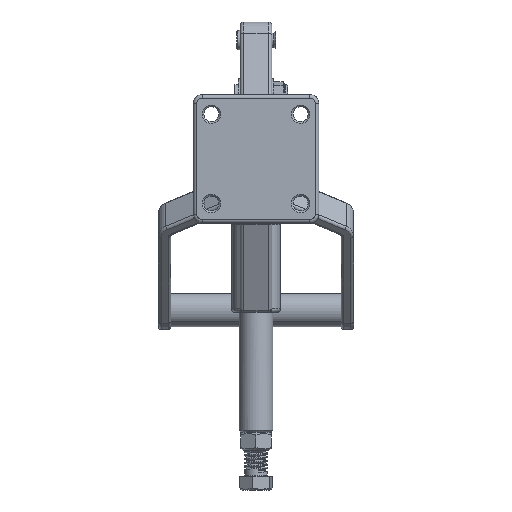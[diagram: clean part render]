
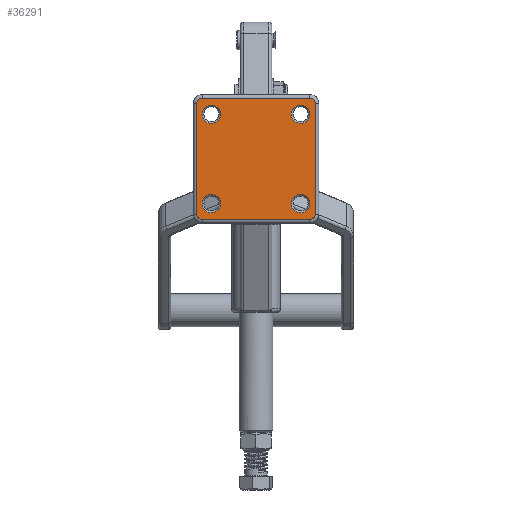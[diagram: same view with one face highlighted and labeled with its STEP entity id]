
A CAD part, front view. The second image highlights one B-rep face of the part: STEP entity #36291.
In plain terms, the highlighted planar face has unit normal (0, -1, 0).
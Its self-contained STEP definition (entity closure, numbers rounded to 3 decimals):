
#530 = FACE_BOUND ( 'NONE', #44392, .T. ) ;
#713 = DIRECTION ( 'NONE',  ( 0., 1., 0. ) ) ;
#916 = DIRECTION ( 'NONE',  ( 0., 0., 1. ) ) ;
#1643 = CARTESIAN_POINT ( 'NONE',  ( -35.7, 0., 71.2 ) ) ;
#2339 = EDGE_CURVE ( 'NONE', #17175, #37263, #24952, .T. ) ;
#2345 = FACE_BOUND ( 'NONE', #68897, .T. ) ;
#2906 = EDGE_CURVE ( 'NONE', #37263, #24774, #16676, .T. ) ;
#3543 = EDGE_CURVE ( 'NONE', #5288, #52002, #30241, .T. ) ;
#3991 = ORIENTED_EDGE ( 'NONE', *, *, #4744, .T. ) ;
#4087 = CARTESIAN_POINT ( 'NONE',  ( -30.7, 0., 5. ) ) ;
#4670 = CARTESIAN_POINT ( 'NONE',  ( -25.4, 0., 67.25 ) ) ;
#4744 = EDGE_CURVE ( 'NONE', #26975, #18098, #50997, .T. ) ;
#4881 = CIRCLE ( 'NONE', #52925, 5.25 ) ;
#5288 = VERTEX_POINT ( 'NONE', #8695 ) ;
#5366 = CARTESIAN_POINT ( 'NONE',  ( -25.4, 0., 5.95 ) ) ;
#5530 = ORIENTED_EDGE ( 'NONE', *, *, #55674, .T. ) ;
#6825 = CARTESIAN_POINT ( 'NONE',  ( 25.4, 0., 11.2 ) ) ;
#7025 = AXIS2_PLACEMENT_3D ( 'NONE', #6825, #47456, #12634 ) ;
#7902 = ORIENTED_EDGE ( 'NONE', *, *, #58006, .T. ) ;
#8695 = CARTESIAN_POINT ( 'NONE',  ( -25.4, 0., 16.45 ) ) ;
#8876 = CIRCLE ( 'NONE', #47865, 3. ) ;
#9189 = LINE ( 'NONE', #61195, #53747 ) ;
#9927 = DIRECTION ( 'NONE',  ( 0., 0., 1. ) ) ;
#9946 = DIRECTION ( 'NONE',  ( 0., 1., 0. ) ) ;
#10513 = DIRECTION ( 'NONE',  ( 0., 0., -1. ) ) ;
#10872 = CIRCLE ( 'NONE', #70185, 5.25 ) ;
#11137 = CARTESIAN_POINT ( 'NONE',  ( -25.4, 0., 62. ) ) ;
#11691 = CIRCLE ( 'NONE', #13687, 5.25 ) ;
#11855 = LINE ( 'NONE', #44826, #56430 ) ;
#12255 = DIRECTION ( 'NONE',  ( 0., 1., 0. ) ) ;
#12634 = DIRECTION ( 'NONE',  ( 0., 0., 1. ) ) ;
#13687 = AXIS2_PLACEMENT_3D ( 'NONE', #53676, #18869, #59536 ) ;
#15939 = FACE_BOUND ( 'NONE', #30294, .T. ) ;
#16676 = CIRCLE ( 'NONE', #44414, 3. ) ;
#16715 = DIRECTION ( 'NONE',  ( 0., -1., 0. ) ) ;
#16948 = DIRECTION ( 'NONE',  ( 0., 0., 1. ) ) ;
#17091 = ORIENTED_EDGE ( 'NONE', *, *, #2906, .T. ) ;
#17175 = VERTEX_POINT ( 'NONE', #72707 ) ;
#17185 = DIRECTION ( 'NONE',  ( 0., 1., 0. ) ) ;
#18098 = VERTEX_POINT ( 'NONE', #23323 ) ;
#18869 = DIRECTION ( 'NONE',  ( 0., 1., 0. ) ) ;
#20390 = EDGE_CURVE ( 'NONE', #67125, #32685, #10872, .T. ) ;
#20833 = AXIS2_PLACEMENT_3D ( 'NONE', #51517, #16715, #57422 ) ;
#21335 = EDGE_CURVE ( 'NONE', #18098, #26975, #11691, .T. ) ;
#23323 = CARTESIAN_POINT ( 'NONE',  ( 25.4, 0., 16.45 ) ) ;
#23380 = CARTESIAN_POINT ( 'NONE',  ( 25.4, 0., 62. ) ) ;
#23937 = VERTEX_POINT ( 'NONE', #41967 ) ;
#24565 = CIRCLE ( 'NONE', #61863, 5.25 ) ;
#24774 = VERTEX_POINT ( 'NONE', #40016 ) ;
#24952 = LINE ( 'NONE', #39439, #73138 ) ;
#25436 = CARTESIAN_POINT ( 'NONE',  ( 25.4, 0., 5.95 ) ) ;
#25598 = DIRECTION ( 'NONE',  ( 0., -1., 0. ) ) ;
#26355 = DIRECTION ( 'NONE',  ( 1., 0., 0. ) ) ;
#26795 = AXIS2_PLACEMENT_3D ( 'NONE', #27159, #67820, #32980 ) ;
#26828 = CARTESIAN_POINT ( 'NONE',  ( 25.4, 0., 56.75 ) ) ;
#26975 = VERTEX_POINT ( 'NONE', #25436 ) ;
#27159 = CARTESIAN_POINT ( 'NONE',  ( 25.4, 0., 62. ) ) ;
#28244 = AXIS2_PLACEMENT_3D ( 'NONE', #60416, #25598, #66252 ) ;
#29161 = EDGE_CURVE ( 'NONE', #64655, #17175, #66418, .T. ) ;
#29179 = DIRECTION ( 'NONE',  ( 0., 0., 1. ) ) ;
#30241 = CIRCLE ( 'NONE', #72713, 5.25 ) ;
#30294 = EDGE_LOOP ( 'NONE', ( #37031, #62162 ) ) ;
#30355 = VERTEX_POINT ( 'NONE', #66881 ) ;
#31360 = EDGE_CURVE ( 'NONE', #30355, #59402, #11855, .T. ) ;
#31419 = FACE_OUTER_BOUND ( 'NONE', #69921, .T. ) ;
#32685 = VERTEX_POINT ( 'NONE', #38784 ) ;
#32725 = CARTESIAN_POINT ( 'NONE',  ( 30.7, 0., 71.2 ) ) ;
#32980 = DIRECTION ( 'NONE',  ( 0., 0., 1. ) ) ;
#33353 = DIRECTION ( 'NONE',  ( 0., 0., 1. ) ) ;
#34707 = EDGE_CURVE ( 'NONE', #59402, #36079, #8876, .T. ) ;
#34773 = ORIENTED_EDGE ( 'NONE', *, *, #31360, .T. ) ;
#35479 = PLANE ( 'NONE',  #64097 ) ;
#35695 = DIRECTION ( 'NONE',  ( 0., -1., 0. ) ) ;
#36079 = VERTEX_POINT ( 'NONE', #32725 ) ;
#36291 = ADVANCED_FACE ( 'NONE', ( #15939, #46861, #2345, #530, #31419 ), #35479, .F. ) ;
#37031 = ORIENTED_EDGE ( 'NONE', *, *, #20390, .T. ) ;
#37263 = VERTEX_POINT ( 'NONE', #56745 ) ;
#37826 = ORIENTED_EDGE ( 'NONE', *, *, #3543, .T. ) ;
#37942 = EDGE_CURVE ( 'NONE', #52002, #5288, #4881, .T. ) ;
#38585 = LINE ( 'NONE', #1643, #65930 ) ;
#38784 = CARTESIAN_POINT ( 'NONE',  ( 25.4, 0., 67.25 ) ) ;
#38907 = ORIENTED_EDGE ( 'NONE', *, *, #21335, .T. ) ;
#39192 = ORIENTED_EDGE ( 'NONE', *, *, #44587, .T. ) ;
#39439 = CARTESIAN_POINT ( 'NONE',  ( -33.7, 0., 73.2 ) ) ;
#40016 = CARTESIAN_POINT ( 'NONE',  ( -30.7, 0., 2. ) ) ;
#41341 = DIRECTION ( 'NONE',  ( 0., 0., 1. ) ) ;
#41967 = CARTESIAN_POINT ( 'NONE',  ( 30.7, 0., 2. ) ) ;
#42010 = ORIENTED_EDGE ( 'NONE', *, *, #37942, .T. ) ;
#42280 = DIRECTION ( 'NONE',  ( -1., 0., 0. ) ) ;
#44062 = EDGE_CURVE ( 'NONE', #36079, #64655, #38585, .T. ) ;
#44392 = EDGE_LOOP ( 'NONE', ( #55119, #39192 ) ) ;
#44414 = AXIS2_PLACEMENT_3D ( 'NONE', #4087, #44735, #9927 ) ;
#44587 = EDGE_CURVE ( 'NONE', #64007, #50776, #74960, .T. ) ;
#44735 = DIRECTION ( 'NONE',  ( 0., -1., 0. ) ) ;
#44755 = CARTESIAN_POINT ( 'NONE',  ( -25.4, 0., 11.2 ) ) ;
#44826 = CARTESIAN_POINT ( 'NONE',  ( 33.7, 0., 73.2 ) ) ;
#46861 = FACE_BOUND ( 'NONE', #53964, .T. ) ;
#47035 = CARTESIAN_POINT ( 'NONE',  ( -25.4, 0., 11.2 ) ) ;
#47456 = DIRECTION ( 'NONE',  ( 0., 1., 0. ) ) ;
#47865 = AXIS2_PLACEMENT_3D ( 'NONE', #70568, #35695, #916 ) ;
#47895 = EDGE_CURVE ( 'NONE', #32685, #67125, #62788, .T. ) ;
#48031 = EDGE_CURVE ( 'NONE', #50776, #64007, #24565, .T. ) ;
#50575 = DIRECTION ( 'NONE',  ( 0., 0., 1. ) ) ;
#50776 = VERTEX_POINT ( 'NONE', #52626 ) ;
#50997 = CIRCLE ( 'NONE', #7025, 5.25 ) ;
#51517 = CARTESIAN_POINT ( 'NONE',  ( -30.7, 0., 68.2 ) ) ;
#51757 = DIRECTION ( 'NONE',  ( 0., 1., 0. ) ) ;
#52002 = VERTEX_POINT ( 'NONE', #5366 ) ;
#52018 = CARTESIAN_POINT ( 'NONE',  ( -25.4, 0., 62. ) ) ;
#52626 = CARTESIAN_POINT ( 'NONE',  ( -25.4, 0., 56.75 ) ) ;
#52916 = DIRECTION ( 'NONE',  ( 0., 0., 1. ) ) ;
#52925 = AXIS2_PLACEMENT_3D ( 'NONE', #44755, #9946, #50575 ) ;
#53676 = CARTESIAN_POINT ( 'NONE',  ( 25.4, 0., 11.2 ) ) ;
#53747 = VECTOR ( 'NONE', #26355, 1000. ) ;
#53931 = ORIENTED_EDGE ( 'NONE', *, *, #34707, .T. ) ;
#53964 = EDGE_LOOP ( 'NONE', ( #3991, #38907 ) ) ;
#55119 = ORIENTED_EDGE ( 'NONE', *, *, #48031, .T. ) ;
#55674 = EDGE_CURVE ( 'NONE', #24774, #23937, #9189, .T. ) ;
#56430 = VECTOR ( 'NONE', #33353, 1000. ) ;
#56745 = CARTESIAN_POINT ( 'NONE',  ( -33.7, 0., 5. ) ) ;
#57422 = DIRECTION ( 'NONE',  ( 0., 0., 1. ) ) ;
#57899 = DIRECTION ( 'NONE',  ( 0., 0., 1. ) ) ;
#58006 = EDGE_CURVE ( 'NONE', #23937, #30355, #75110, .T. ) ;
#58676 = CARTESIAN_POINT ( 'NONE',  ( -35.7, 0., 73.2 ) ) ;
#58806 = CARTESIAN_POINT ( 'NONE',  ( -30.7, 0., 71.2 ) ) ;
#59402 = VERTEX_POINT ( 'NONE', #68684 ) ;
#59536 = DIRECTION ( 'NONE',  ( 0., 0., 1. ) ) ;
#60416 = CARTESIAN_POINT ( 'NONE',  ( 30.7, 0., 5. ) ) ;
#61195 = CARTESIAN_POINT ( 'NONE',  ( 30.7, 0., 2. ) ) ;
#61863 = AXIS2_PLACEMENT_3D ( 'NONE', #11137, #51757, #16948 ) ;
#62162 = ORIENTED_EDGE ( 'NONE', *, *, #47895, .T. ) ;
#62788 = CIRCLE ( 'NONE', #26795, 5.25 ) ;
#64007 = VERTEX_POINT ( 'NONE', #4670 ) ;
#64047 = DIRECTION ( 'NONE',  ( 0., 1., 0. ) ) ;
#64097 = AXIS2_PLACEMENT_3D ( 'NONE', #58676, #713, #41341 ) ;
#64655 = VERTEX_POINT ( 'NONE', #58806 ) ;
#64876 = ORIENTED_EDGE ( 'NONE', *, *, #44062, .T. ) ;
#65930 = VECTOR ( 'NONE', #42280, 1000. ) ;
#66252 = DIRECTION ( 'NONE',  ( 0., 0., 1. ) ) ;
#66418 = CIRCLE ( 'NONE', #20833, 3. ) ;
#66881 = CARTESIAN_POINT ( 'NONE',  ( 33.7, 0., 5. ) ) ;
#67125 = VERTEX_POINT ( 'NONE', #26828 ) ;
#67399 = ORIENTED_EDGE ( 'NONE', *, *, #29161, .T. ) ;
#67544 = ORIENTED_EDGE ( 'NONE', *, *, #2339, .T. ) ;
#67820 = DIRECTION ( 'NONE',  ( 0., 1., 0. ) ) ;
#68684 = CARTESIAN_POINT ( 'NONE',  ( 33.7, 0., 68.2 ) ) ;
#68897 = EDGE_LOOP ( 'NONE', ( #42010, #37826 ) ) ;
#69921 = EDGE_LOOP ( 'NONE', ( #64876, #67399, #67544, #17091, #5530, #7902, #34773, #53931 ) ) ;
#70185 = AXIS2_PLACEMENT_3D ( 'NONE', #23380, #64047, #29179 ) ;
#70568 = CARTESIAN_POINT ( 'NONE',  ( 30.7, 0., 68.2 ) ) ;
#71737 = AXIS2_PLACEMENT_3D ( 'NONE', #52018, #17185, #57899 ) ;
#72707 = CARTESIAN_POINT ( 'NONE',  ( -33.7, 0., 68.2 ) ) ;
#72713 = AXIS2_PLACEMENT_3D ( 'NONE', #47035, #12255, #52916 ) ;
#73138 = VECTOR ( 'NONE', #10513, 1000. ) ;
#74960 = CIRCLE ( 'NONE', #71737, 5.25 ) ;
#75110 = CIRCLE ( 'NONE', #28244, 3. ) ;
